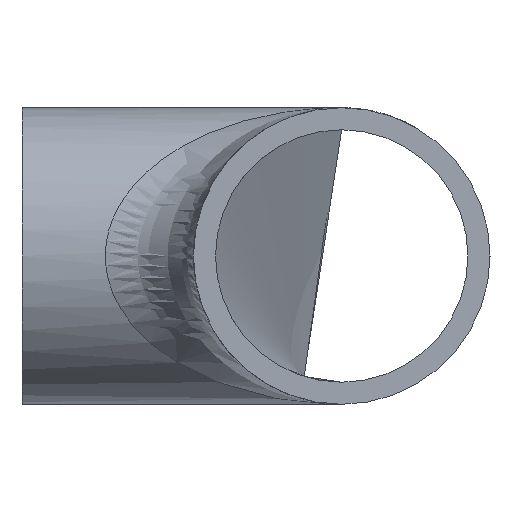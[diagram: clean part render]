
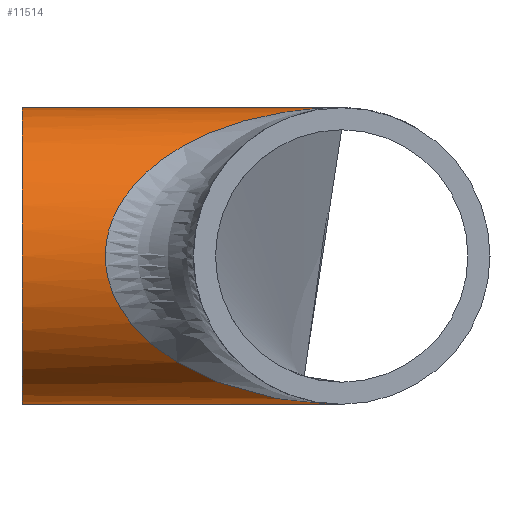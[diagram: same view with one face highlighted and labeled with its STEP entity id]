
A CAD part, left-side view. The second image highlights one B-rep face of the part: STEP entity #11514.
In plain terms, the highlighted cylindrical face has radius 13.45 mm (diameter 26.9 mm), a full revolution.
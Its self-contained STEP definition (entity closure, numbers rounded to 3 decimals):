
#771 = AXIS2_PLACEMENT_3D ( 'NONE', #12102, #13324, #11135 ) ;
#951 = EDGE_CURVE ( 'NONE', #4594, #14704, #14030, .T. ) ;
#1546 = ORIENTED_EDGE ( 'NONE', *, *, #951, .T. ) ;
#1585 = CARTESIAN_POINT ( 'NONE',  ( 0., 0., -13.45 ) ) ;
#1932 = CARTESIAN_POINT ( 'NONE',  ( -26.9, 42.9, 13.45 ) ) ;
#2690 = CARTESIAN_POINT ( 'NONE',  ( 0., 0., 13.45 ) ) ;
#2802 =( BOUNDED_CURVE ( )  B_SPLINE_CURVE ( 3, ( #1585, #7491, #1932, #5180 ),
 .UNSPECIFIED., .F., .F. ) 
 B_SPLINE_CURVE_WITH_KNOTS ( ( 4, 4 ),
 ( 4.712, 7.854 ),
 .UNSPECIFIED. ) 
 CURVE ( )  GEOMETRIC_REPRESENTATION_ITEM ( )  RATIONAL_B_SPLINE_CURVE ( ( 1., 0.333, 0.333, 1. ) ) 
 REPRESENTATION_ITEM ( '' )  );
#3095 = VERTEX_POINT ( 'NONE', #13603 ) ;
#3811 = ORIENTED_EDGE ( 'NONE', *, *, #13439, .T. ) ;
#4360 = CARTESIAN_POINT ( 'NONE',  ( 0., 0., 13.45 ) ) ;
#4594 = VERTEX_POINT ( 'NONE', #4360 ) ;
#4943 = CARTESIAN_POINT ( 'NONE',  ( 0., 0., -13.45 ) ) ;
#5180 = CARTESIAN_POINT ( 'NONE',  ( 0., 0., 13.45 ) ) ;
#6147 = CARTESIAN_POINT ( 'NONE',  ( 26.9, 42.9, 13.45 ) ) ;
#6728 = DIRECTION ( 'NONE',  ( 0., 1., 0. ) ) ;
#7150 = CARTESIAN_POINT ( 'NONE',  ( 26.9, 42.9, -13.45 ) ) ;
#7491 = CARTESIAN_POINT ( 'NONE',  ( -26.9, 42.9, -13.45 ) ) ;
#7680 = FACE_OUTER_BOUND ( 'NONE', #8884, .T. ) ;
#7981 = CARTESIAN_POINT ( 'NONE',  ( 0., 0., -13.45 ) ) ;
#8884 = EDGE_LOOP ( 'NONE', ( #9342 ) ) ;
#9342 = ORIENTED_EDGE ( 'NONE', *, *, #11013, .F. ) ;
#9607 = CYLINDRICAL_SURFACE ( 'NONE', #771, 13.45 ) ;
#9975 = CIRCLE ( 'NONE', #12377, 13.45 ) ;
#10695 = FACE_OUTER_BOUND ( 'NONE', #11497, .T. ) ;
#11013 = EDGE_CURVE ( 'NONE', #3095, #3095, #9975, .T. ) ;
#11135 = DIRECTION ( 'NONE',  ( 0., 0., -1. ) ) ;
#11497 = EDGE_LOOP ( 'NONE', ( #3811, #1546 ) ) ;
#11514 = ADVANCED_FACE ( 'NONE', ( #10695, #7680 ), #9607, .T. ) ;
#12102 = CARTESIAN_POINT ( 'NONE',  ( 0., 29., 0. ) ) ;
#12377 = AXIS2_PLACEMENT_3D ( 'NONE', #12403, #6728, #13432 ) ;
#12403 = CARTESIAN_POINT ( 'NONE',  ( 0., 29., 0. ) ) ;
#13324 = DIRECTION ( 'NONE',  ( 0., -1., 0. ) ) ;
#13432 = DIRECTION ( 'NONE',  ( 0., 0., 1. ) ) ;
#13439 = EDGE_CURVE ( 'NONE', #14704, #4594, #2802, .T. ) ;
#13603 = CARTESIAN_POINT ( 'NONE',  ( 0., 29., 13.45 ) ) ;
#14030 =( BOUNDED_CURVE ( )  B_SPLINE_CURVE ( 3, ( #2690, #6147, #7150, #4943 ),
 .UNSPECIFIED., .F., .F. ) 
 B_SPLINE_CURVE_WITH_KNOTS ( ( 4, 4 ),
 ( 1.571, 4.712 ),
 .UNSPECIFIED. ) 
 CURVE ( )  GEOMETRIC_REPRESENTATION_ITEM ( )  RATIONAL_B_SPLINE_CURVE ( ( 1., 0.333, 0.333, 1. ) ) 
 REPRESENTATION_ITEM ( '' )  );
#14704 = VERTEX_POINT ( 'NONE', #7981 ) ;
